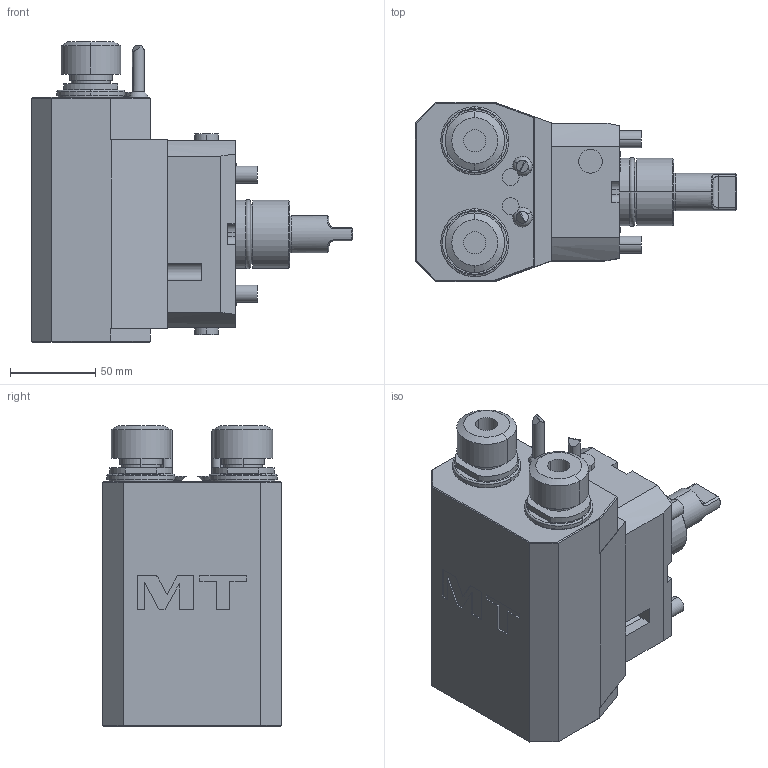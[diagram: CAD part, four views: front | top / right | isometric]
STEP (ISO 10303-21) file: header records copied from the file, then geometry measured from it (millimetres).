
FILE_DESCRIPTION((''),'2;1');
FILE_NAME('MNZ0040320_CONF','2023-02-22T11:12:52',('sterribile'),('M.T. srl'),'CREO PARAMETRIC BY PTC INC, 2021072','CREO PARAMETRIC BY PTC INC, 2021072','');
FILE_SCHEMA(('CONFIG_CONTROL_DESIGN'));
Length unit declared in the file: millimetre
Products named in the file (1): MNZ0040320_CONF
Bounding box: 189 x 105 x 176.66 mm (x, y, z)
Volume: 1553080.5 mm3; surface area: 103537.7 mm2
Topology: 1 solids, 1 shells, 302 faces, 721 edges, 462 vertices
Faces by surface type: plane 166, cylinder 102, cone 14, torus 10, sphere 4, bspline 4, extrusion 2
Entity records: 9321 total; most frequent: CARTESIAN_POINT 2153, DIRECTION 1513, ORIENTED_EDGE 1442, EDGE_CURVE 721, AXIS2_PLACEMENT_3D 542, VERTEX_POINT 462, VECTOR 429, LINE 427
